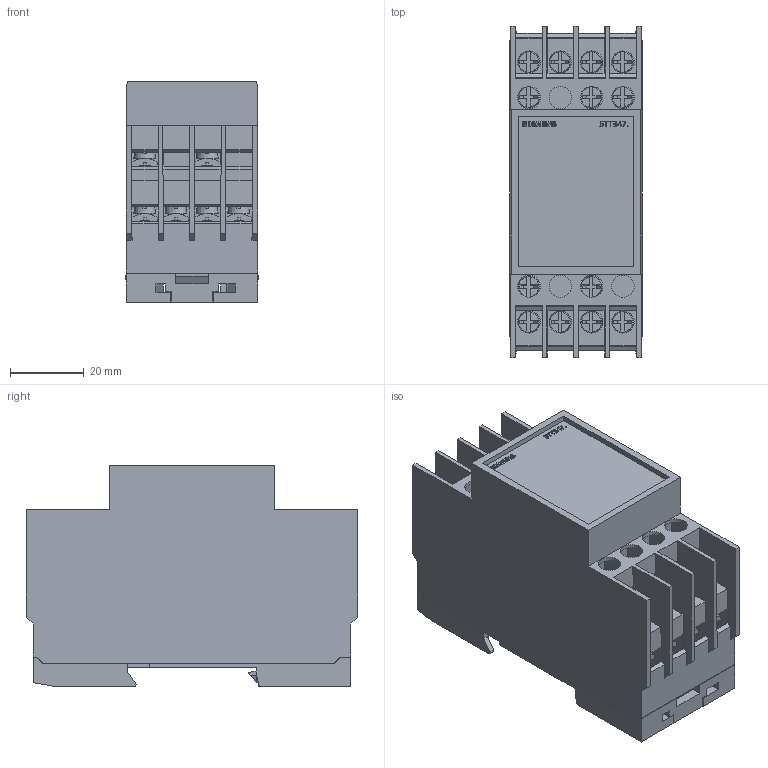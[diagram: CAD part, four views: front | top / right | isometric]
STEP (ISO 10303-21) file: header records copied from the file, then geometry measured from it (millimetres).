
FILE_DESCRIPTION(/* description */ (''),/* implementation_level */ '2;1');
FILE_NAME(/* name */ '5TT3470_PO_v.stp',/* time_stamp */ '2023-03-30T10:01:31+02:00',/* author */ ('"(c) Siemens AG Smart Infrastructure"'),/* organization */ ('"(c) Siemens AG - Smart Infrastructure - EP"'),/* preprocessor_version */ 'ST-DEVELOPER v18.101',/* originating_system */ 'SIEMENS PLM Software NX 2008',/* authorisation */ '"Transmittal reproduction, dissemination and/or editing of this document as well as utilization of its contents and communication thereof to others without express authorization is prohibited. Offenders will be held liable for payment of damages. All rights created by patent grant or registration of a utility model or design patent are reserved."');
FILE_SCHEMA (('AUTOMOTIVE_DESIGN { 1 0 10303 214 3 1 1 1 }'));
Length unit declared in the file: millimetre
Products named in the file (1): model1
Bounding box: 35.83 x 89.85 x 59.9 mm (x, y, z)
Volume: 93389 mm3; surface area: 48982.9 mm2
Topology: 14 solids, 18 shells, 949 faces, 3143 edges, 2095 vertices
Faces by surface type: plane 821, cylinder 59, cone 39, extrusion 30
Full cylindrical faces by diameter (mm): 2.8 x13, 3.5 x13, 6.1 x16
Entity records: 37155 total; most frequent: CARTESIAN_POINT 10094, ORIENTED_EDGE 5998, DIRECTION 4610, EDGE_CURVE 2999, VECTOR 2090, LINE 2060, VERTEX_POINT 2019, AXIS2_PLACEMENT_3D 1260
